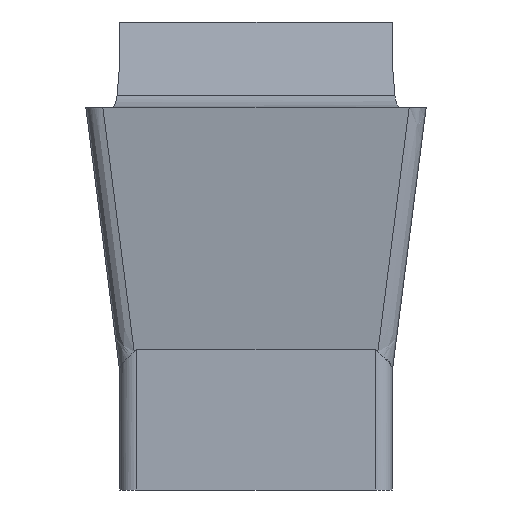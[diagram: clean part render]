
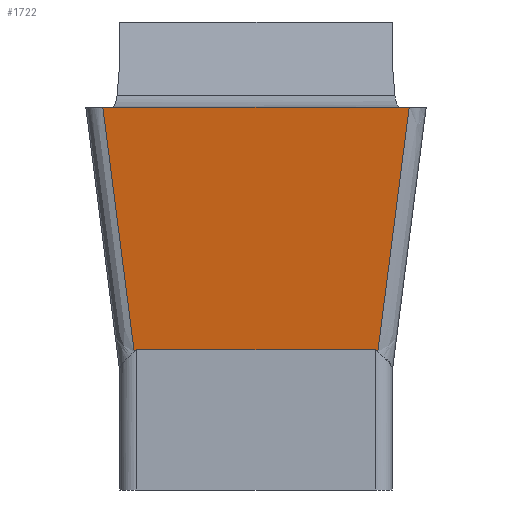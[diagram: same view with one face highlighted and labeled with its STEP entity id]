
A CAD part, front view. The second image highlights one B-rep face of the part: STEP entity #1722.
In plain terms, the highlighted planar face has unit normal (0, -0.993, -0.122).
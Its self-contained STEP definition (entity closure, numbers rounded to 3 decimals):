
#537=CARTESIAN_POINT('',(1.8,0.,0.));
#542=DIRECTION('',(-1.,0.,0.));
#543=VECTOR('',#542,3.6);
#544=CARTESIAN_POINT('',(1.8,0.,0.));
#545=LINE('',#544,#543);
#642=CARTESIAN_POINT('',(1.432,0.353,-2.871));
#661=CARTESIAN_POINT('',(1.4,0.35,-2.851));
#662=CARTESIAN_POINT('',(1.414,0.35,-2.851));
#663=CARTESIAN_POINT('',(1.423,0.351,-2.86));
#664=CARTESIAN_POINT('',(1.432,0.353,-2.871));
#669=DIRECTION('',(1.,0.,0.));
#670=VECTOR('',#669,2.8);
#671=CARTESIAN_POINT('',(-1.4,0.35,-2.851));
#672=LINE('',#671,#670);
#676=DIRECTION('',(-0.126,0.121,-0.985));
#677=VECTOR('',#676,2.916);
#678=CARTESIAN_POINT('',(1.8,0.,0.));
#679=LINE('',#678,#677);
#683=DIRECTION('',(-0.126,-0.121,0.985));
#684=VECTOR('',#683,2.916);
#685=CARTESIAN_POINT('',(-1.432,0.353,
-2.871));
#686=LINE('',#685,#684);
#690=CARTESIAN_POINT('',(-1.432,0.353,
-2.871));
#691=CARTESIAN_POINT('',(-1.423,0.351,
-2.86));
#692=CARTESIAN_POINT('',(-1.414,0.35,-2.851));
#693=CARTESIAN_POINT('',(-1.4,0.35,-2.851));
#903=VERTEX_POINT('',#537);
#904=CARTESIAN_POINT('',(-1.8,0.,0.));
#905=VERTEX_POINT('',#904);
#913=VERTEX_POINT('',#642);
#914=CARTESIAN_POINT('',(1.4,0.35,-2.851));
#915=VERTEX_POINT('',#914);
#916=CARTESIAN_POINT('',(-1.4,0.35,-2.851));
#917=VERTEX_POINT('',#916);
#918=VERTEX_POINT('',#690);
#1707=CARTESIAN_POINT('',(2.8,0.215,-1.75));
#1708=DIRECTION('',(0.,-0.993,-0.122));
#1709=DIRECTION('',(0.,-0.122,0.993));
#1710=AXIS2_PLACEMENT_3D('',#1707,#1708,#1709);
#1711=PLANE('',#1710);
#1712=ORIENTED_EDGE('',*,*,#1560,.F.);
#1713=ORIENTED_EDGE('',*,*,#1634,.T.);
#1714=ORIENTED_EDGE('',*,*,#1661,.F.);
#1715=ORIENTED_EDGE('',*,*,#1686,.F.);
#1717=ORIENTED_EDGE('',*,*,#1716,.F.);
#1719=ORIENTED_EDGE('',*,*,#1718,.T.);
#1720=EDGE_LOOP('',(#1712,#1713,#1714,#1715,#1717,#1719));
#1721=FACE_OUTER_BOUND('',#1720,.F.);
#665=B_SPLINE_CURVE_WITH_KNOTS('',3,(#661,#662,#663,#664),.UNSPECIFIED.,.F.,.F.,
(4,4),(0.,1.),.UNSPECIFIED.);
#694=B_SPLINE_CURVE_WITH_KNOTS('',3,(#690,#691,#692,#693),.UNSPECIFIED.,.F.,.F.,
(4,4),(0.,1.),.UNSPECIFIED.);
#1560=EDGE_CURVE('',#903,#905,#545,.T.);
#1634=EDGE_CURVE('',#903,#913,#679,.T.);
#1661=EDGE_CURVE('',#915,#913,#665,.T.);
#1686=EDGE_CURVE('',#917,#915,#672,.T.);
#1716=EDGE_CURVE('',#918,#917,#694,.T.);
#1718=EDGE_CURVE('',#918,#905,#686,.T.);
#1722=ADVANCED_FACE('',(#1721),#1711,.T.);
